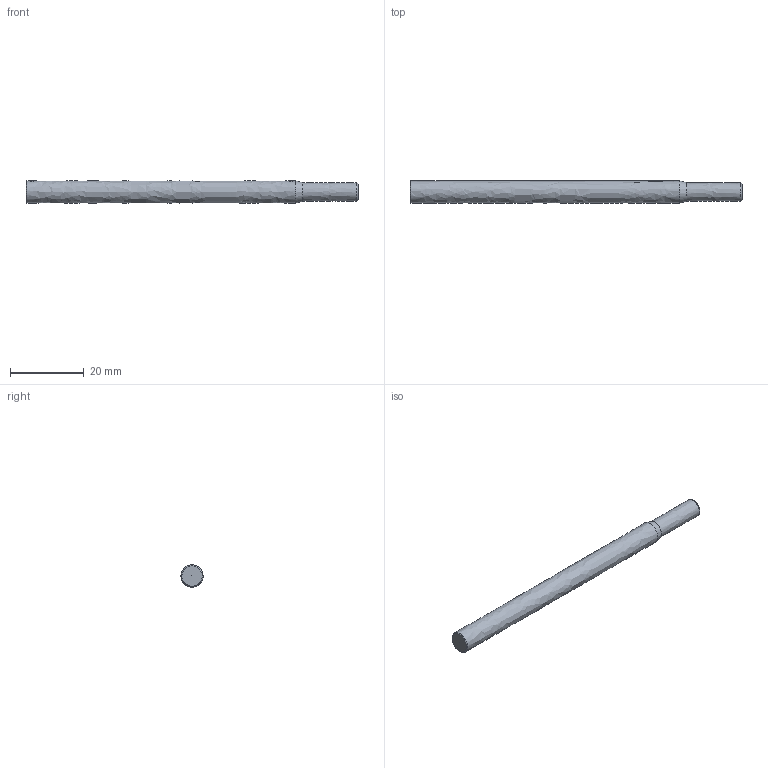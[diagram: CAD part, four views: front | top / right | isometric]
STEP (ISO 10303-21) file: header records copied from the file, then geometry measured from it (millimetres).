
FILE_DESCRIPTION ((), '1');
FILE_NAME ('157 0500-0.50RA.STP', '2021-01-07T08:13:19', ('Unknown'), ('mafordeurope'), 'OneCNC-XR7 Mill 3D Expert', 'OneCNC-XR7 Mill 3D Expert', '');
FILE_SCHEMA (('CONFIG_CONTROL_DESIGN'));
Length unit declared in the file: millimetre
Bounding box: 90 x 6 x 6 mm (x, y, z)
Volume: 2405.2 mm3; surface area: 1689.1 mm2
Topology: 1 solids, 1 shells, 7 faces, 15 edges, 8 vertices
Faces by surface type: bspline 7
Entity records: 424 total; most frequent: CARTESIAN_POINT 254, ORIENTED_EDGE 26, EDGE_CURVE 13, VERTEX_POINT 8, PERSON 8, ORGANIZATION 8, PERSON_AND_ORGANIZATION 8, B_SPLINE_CURVE_WITH_KNOTS 7
